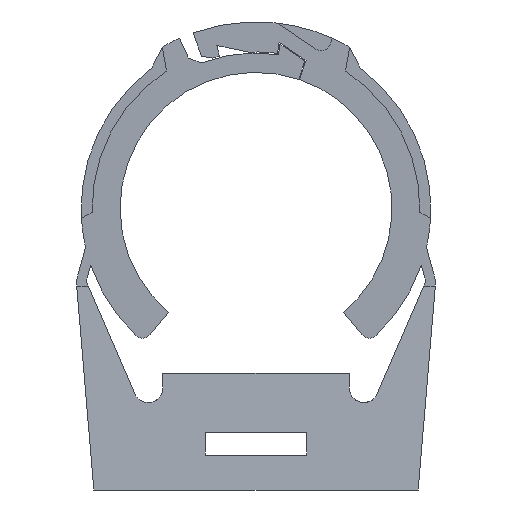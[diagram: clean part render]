
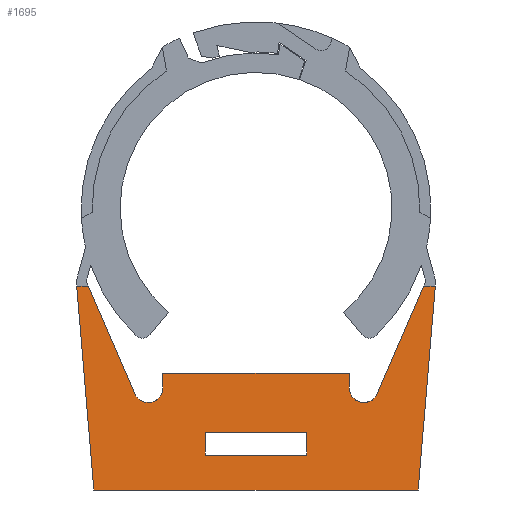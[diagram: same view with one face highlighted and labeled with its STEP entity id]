
A CAD part, left-side view. The second image highlights one B-rep face of the part: STEP entity #1695.
In plain terms, the highlighted planar face has unit normal (-0.997, 0, 0.076).
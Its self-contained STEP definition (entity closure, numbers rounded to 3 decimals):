
#16=ELLIPSE('',#1824,1.504,1.5);
#18=ELLIPSE('',#1829,1.504,1.5);
#22=FACE_BOUND('',#207,.T.);
#38=PLANE('',#1847);
#114=FACE_OUTER_BOUND('',#206,.T.);
#206=EDGE_LOOP('',(#1293,#1294,#1295,#1296,#1297,#1298,#1299,#1300,#1301,
#1302,#1303,#1304));
#207=EDGE_LOOP('',(#1305,#1306,#1307,#1308));
#366=LINE('',#2554,#554);
#375=LINE('',#2586,#563);
#378=LINE('',#2592,#566);
#384=LINE('',#2605,#572);
#387=LINE('',#2611,#575);
#389=LINE('',#2616,#577);
#405=LINE('',#2661,#593);
#414=LINE('',#2685,#602);
#415=LINE('',#2686,#603);
#416=LINE('',#2688,#604);
#417=LINE('',#2690,#605);
#418=LINE('',#2691,#606);
#419=LINE('',#2693,#607);
#420=LINE('',#2694,#608);
#554=VECTOR('',#2056,10.);
#563=VECTOR('',#2083,10.);
#566=VECTOR('',#2088,10.);
#572=VECTOR('',#2096,10.);
#575=VECTOR('',#2101,10.);
#577=VECTOR('',#2105,10.);
#593=VECTOR('',#2137,10.);
#602=VECTOR('',#2156,10.);
#603=VECTOR('',#2157,10.);
#604=VECTOR('',#2158,10.);
#605=VECTOR('',#2159,10.);
#606=VECTOR('',#2160,10.);
#607=VECTOR('',#2161,10.);
#608=VECTOR('',#2162,10.);
#749=VERTEX_POINT('',#2544);
#753=VERTEX_POINT('',#2552);
#756=VERTEX_POINT('',#2560);
#759=VERTEX_POINT('',#2567);
#763=VERTEX_POINT('',#2575);
#764=VERTEX_POINT('',#2579);
#767=VERTEX_POINT('',#2584);
#768=VERTEX_POINT('',#2588);
#771=VERTEX_POINT('',#2595);
#775=VERTEX_POINT('',#2603);
#777=VERTEX_POINT('',#2608);
#778=VERTEX_POINT('',#2613);
#800=VERTEX_POINT('',#2659);
#811=VERTEX_POINT('',#2687);
#812=VERTEX_POINT('',#2689);
#813=VERTEX_POINT('',#2692);
#936=EDGE_CURVE('',#753,#749,#366,.T.);
#939=EDGE_CURVE('',#749,#756,#16,.T.);
#947=EDGE_CURVE('',#763,#759,#18,.T.);
#951=EDGE_CURVE('',#767,#764,#375,.T.);
#954=EDGE_CURVE('',#764,#768,#378,.T.);
#960=EDGE_CURVE('',#775,#771,#384,.T.);
#963=EDGE_CURVE('',#777,#771,#387,.T.);
#965=EDGE_CURVE('',#775,#778,#389,.T.);
#988=EDGE_CURVE('',#753,#800,#405,.T.);
#1001=EDGE_CURVE('',#777,#800,#414,.T.);
#1002=EDGE_CURVE('',#759,#778,#415,.T.);
#1003=EDGE_CURVE('',#811,#763,#416,.T.);
#1004=EDGE_CURVE('',#812,#811,#417,.T.);
#1005=EDGE_CURVE('',#756,#812,#418,.T.);
#1006=EDGE_CURVE('',#813,#767,#419,.T.);
#1007=EDGE_CURVE('',#768,#813,#420,.T.);
#1293=ORIENTED_EDGE('',*,*,#936,.F.);
#1294=ORIENTED_EDGE('',*,*,#988,.T.);
#1295=ORIENTED_EDGE('',*,*,#1001,.F.);
#1296=ORIENTED_EDGE('',*,*,#963,.T.);
#1297=ORIENTED_EDGE('',*,*,#960,.F.);
#1298=ORIENTED_EDGE('',*,*,#965,.T.);
#1299=ORIENTED_EDGE('',*,*,#1002,.F.);
#1300=ORIENTED_EDGE('',*,*,#947,.F.);
#1301=ORIENTED_EDGE('',*,*,#1003,.F.);
#1302=ORIENTED_EDGE('',*,*,#1004,.F.);
#1303=ORIENTED_EDGE('',*,*,#1005,.F.);
#1304=ORIENTED_EDGE('',*,*,#939,.F.);
#1305=ORIENTED_EDGE('',*,*,#1006,.F.);
#1306=ORIENTED_EDGE('',*,*,#1007,.F.);
#1307=ORIENTED_EDGE('',*,*,#954,.F.);
#1308=ORIENTED_EDGE('',*,*,#951,.F.);
#1695=ADVANCED_FACE('',(#114,#22),#38,.F.);
#1824=AXIS2_PLACEMENT_3D('',#2561,#2062,#2063);
#1829=AXIS2_PLACEMENT_3D('',#2577,#2076,#2077);
#1847=AXIS2_PLACEMENT_3D('',#2684,#2154,#2155);
#2056=DIRECTION('',(-0.07,-0.394,-0.916));
#2062=DIRECTION('center_axis',(-0.997,0.,0.076));
#2063=DIRECTION('ref_axis',(0.076,0.,0.997));
#2076=DIRECTION('center_axis',(-0.997,0.,0.076));
#2077=DIRECTION('ref_axis',(0.076,0.,0.997));
#2083=DIRECTION('',(0.,1.,0.));
#2088=DIRECTION('',(-0.076,0.,-0.997));
#2096=DIRECTION('',(-0.076,0.083,-0.994));
#2101=DIRECTION('',(0.,-1.,0.));
#2105=DIRECTION('',(0.,1.,0.));
#2137=DIRECTION('',(0.,1.,0.));
#2154=DIRECTION('center_axis',(0.997,0.,-0.076));
#2155=DIRECTION('ref_axis',(-0.076,0.,-0.997));
#2156=DIRECTION('',(0.076,0.083,0.994));
#2157=DIRECTION('',(0.07,-0.394,0.916));
#2158=DIRECTION('',(-0.076,0.,-0.997));
#2159=DIRECTION('',(0.,-1.,0.));
#2160=DIRECTION('',(0.076,0.,0.997));
#2161=DIRECTION('',(0.076,0.,0.997));
#2162=DIRECTION('',(0.,-1.,0.));
#2544=CARTESIAN_POINT('',(-9.345,12.478,-19.093));
#2552=CARTESIAN_POINT('',(-8.5,17.249,-8.));
#2554=CARTESIAN_POINT('',(-9.137,13.652,-16.362));
#2560=CARTESIAN_POINT('',(-9.3,9.6,-18.5));
#2561=CARTESIAN_POINT('Origin',(-9.3,11.1,-18.5));
#2567=CARTESIAN_POINT('',(-9.345,-12.478,-19.093));
#2575=CARTESIAN_POINT('',(-9.3,-9.6,-18.5));
#2577=CARTESIAN_POINT('Origin',(-9.3,-11.1,-18.5));
#2579=CARTESIAN_POINT('',(-9.65,5.25,-23.1));
#2584=CARTESIAN_POINT('',(-9.65,-5.25,-23.1));
#2586=CARTESIAN_POINT('',(-9.65,2.625,-23.1));
#2588=CARTESIAN_POINT('',(-9.826,5.25,-25.4));
#2592=CARTESIAN_POINT('',(-9.135,5.25,-16.328));
#2595=CARTESIAN_POINT('',(-10.1,-16.7,-29.));
#2603=CARTESIAN_POINT('',(-8.5,-18.458,-8.));
#2605=CARTESIAN_POINT('',(-8.515,-18.442,-8.195));
#2608=CARTESIAN_POINT('',(-10.1,16.7,-29.));
#2611=CARTESIAN_POINT('',(-10.1,16.7,-29.));
#2613=CARTESIAN_POINT('',(-8.5,-17.249,-8.));
#2616=CARTESIAN_POINT('',(-8.5,0.,-8.));
#2659=CARTESIAN_POINT('',(-8.5,18.458,-8.));
#2661=CARTESIAN_POINT('',(-8.5,0.,-8.));
#2684=CARTESIAN_POINT('Origin',(-8.5,0.,-8.));
#2685=CARTESIAN_POINT('',(-9.329,17.547,-18.883));
#2686=CARTESIAN_POINT('',(-8.698,-16.133,-10.594));
#2687=CARTESIAN_POINT('',(-9.186,-9.6,-17.));
#2688=CARTESIAN_POINT('',(-8.873,-9.6,-12.898));
#2689=CARTESIAN_POINT('',(-9.186,9.6,-17.));
#2690=CARTESIAN_POINT('',(-9.186,-4.8,-17.));
#2691=CARTESIAN_POINT('',(-8.816,9.6,-12.152));
#2692=CARTESIAN_POINT('',(-9.826,-5.25,-25.4));
#2693=CARTESIAN_POINT('',(-9.047,-5.25,-15.184));
#2694=CARTESIAN_POINT('',(-9.826,-2.625,-25.4));
